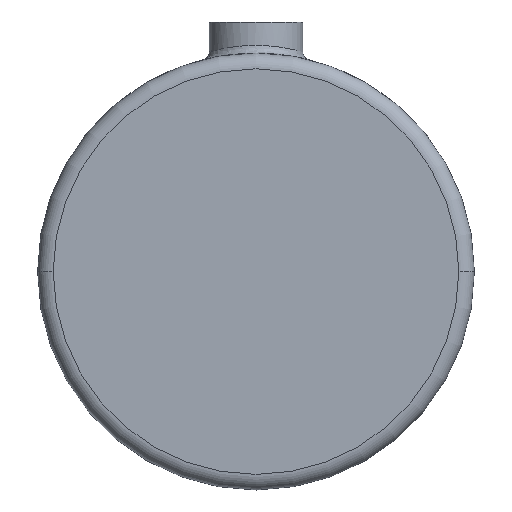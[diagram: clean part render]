
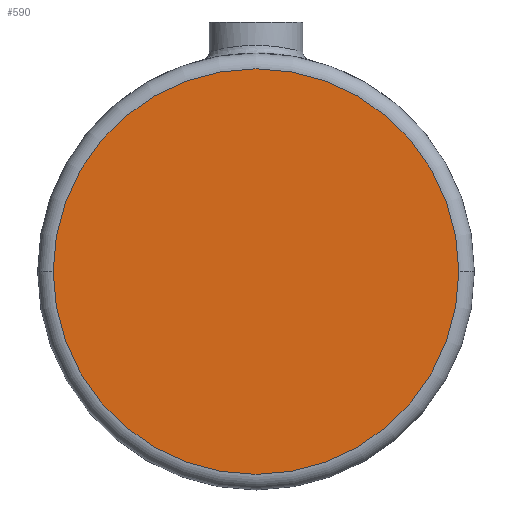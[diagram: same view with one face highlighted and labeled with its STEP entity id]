
A CAD part, front view. The second image highlights one B-rep face of the part: STEP entity #590.
In plain terms, the highlighted planar face has unit normal (0, -1, 0).
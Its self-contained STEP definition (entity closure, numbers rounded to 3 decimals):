
#185=CARTESIAN_POINT('',(0.,0.,0.));
#186=DIRECTION('',(0.,-1.,0.));
#187=DIRECTION('',(-1.,0.,0.));
#188=AXIS2_PLACEMENT_3D('',#185,#186,#187);
#190=CARTESIAN_POINT('',(0.,0.,0.));
#191=DIRECTION('',(0.,-1.,0.));
#192=DIRECTION('',(1.,0.,0.));
#193=AXIS2_PLACEMENT_3D('',#190,#191,#192);
#515=CARTESIAN_POINT('',(-13.,0.,0.));
#516=CARTESIAN_POINT('',(13.,0.,0.));
#517=VERTEX_POINT('',#515);
#518=VERTEX_POINT('',#516);
#579=CARTESIAN_POINT('',(0.,0.,0.));
#580=DIRECTION('',(0.,1.,0.));
#581=DIRECTION('',(1.,0.,0.));
#582=AXIS2_PLACEMENT_3D('',#579,#580,#581);
#583=PLANE('',#582);
#585=ORIENTED_EDGE('',*,*,#584,.F.);
#587=ORIENTED_EDGE('',*,*,#586,.F.);
#588=EDGE_LOOP('',(#585,#587));
#589=FACE_OUTER_BOUND('',#588,.F.);
#189=CIRCLE('',#188,13.);
#194=CIRCLE('',#193,13.);
#584=EDGE_CURVE('',#517,#518,#189,.T.);
#586=EDGE_CURVE('',#518,#517,#194,.T.);
#590=ADVANCED_FACE('',(#589),#583,.F.);
